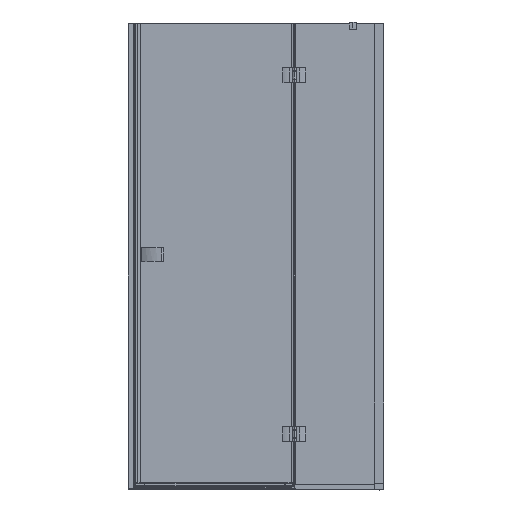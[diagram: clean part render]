
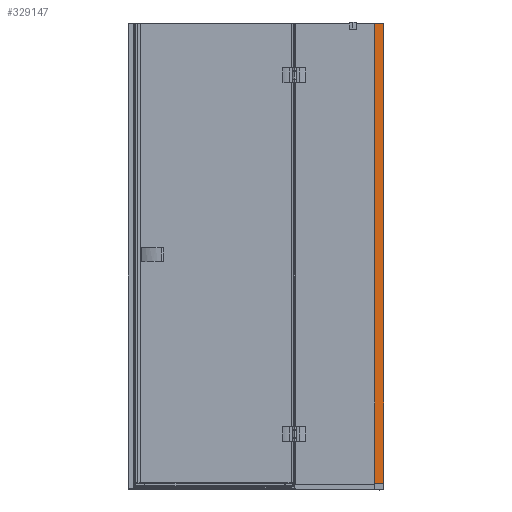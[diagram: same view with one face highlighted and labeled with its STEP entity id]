
A CAD part, top view. The second image highlights one B-rep face of the part: STEP entity #329147.
In plain terms, the highlighted cylindrical face has radius 960.746 mm (diameter 1921.49 mm), a partial arc.
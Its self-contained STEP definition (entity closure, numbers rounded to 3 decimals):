
#3269 = VERTEX_POINT ( 'NONE', #156559 ) ;
#14603 = CARTESIAN_POINT ( 'NONE',  ( 268.953, 966.5, -948.399 ) ) ;
#18276 = EDGE_CURVE ( 'NONE', #248602, #3269, #158048, .T. ) ;
#27054 = CARTESIAN_POINT ( 'NONE',  ( 288.706, 966.5, 12.144 ) ) ;
#53025 = ORIENTED_EDGE ( 'NONE', *, *, #293811, .T. ) ;
#65809 = CARTESIAN_POINT ( 'NONE',  ( 249.49, -959.5, 12.15 ) ) ;
#91132 = CARTESIAN_POINT ( 'NONE',  ( 249.49, 966.5, 12.15 ) ) ;
#91408 = CYLINDRICAL_SURFACE ( 'NONE', #275628, 960.747 ) ;
#99832 = CARTESIAN_POINT ( 'NONE',  ( 268.953, 966.5, -948.399 ) ) ;
#105324 = CIRCLE ( 'NONE', #319090, 960.747 ) ;
#113769 = VERTEX_POINT ( 'NONE', #128030 ) ;
#117800 = DIRECTION ( 'NONE',  ( 0., -1., 0. ) ) ;
#128030 = CARTESIAN_POINT ( 'NONE',  ( 249.49, 966.5, 12.15 ) ) ;
#137721 = CARTESIAN_POINT ( 'NONE',  ( 288.706, -959.5, 12.144 ) ) ;
#139334 = VECTOR ( 'NONE', #117800, 1000. ) ;
#144519 = ORIENTED_EDGE ( 'NONE', *, *, #187990, .T. ) ;
#150736 = DIRECTION ( 'NONE',  ( 0., 1., 0. ) ) ;
#156559 = CARTESIAN_POINT ( 'NONE',  ( 288.706, 966.5, 12.144 ) ) ;
#158048 = LINE ( 'NONE', #27054, #285472 ) ;
#175539 = DIRECTION ( 'NONE',  ( 0., 1., 0. ) ) ;
#187990 = EDGE_CURVE ( 'NONE', #3269, #113769, #290190, .T. ) ;
#198026 = DIRECTION ( 'NONE',  ( 0., 0., -1. ) ) ;
#218371 = DIRECTION ( 'NONE',  ( 0., 0., -1. ) ) ;
#219355 = AXIS2_PLACEMENT_3D ( 'NONE', #14603, #241726, #218371 ) ;
#226827 = DIRECTION ( 'NONE',  ( 0., 1., 0. ) ) ;
#226956 = ORIENTED_EDGE ( 'NONE', *, *, #18276, .T. ) ;
#233376 = EDGE_CURVE ( 'NONE', #113769, #298785, #258681, .T. ) ;
#241726 = DIRECTION ( 'NONE',  ( 0., -1., 0. ) ) ;
#248602 = VERTEX_POINT ( 'NONE', #137721 ) ;
#253346 = DIRECTION ( 'NONE',  ( 0., 0., -1. ) ) ;
#258681 = LINE ( 'NONE', #91132, #139334 ) ;
#259927 = ORIENTED_EDGE ( 'NONE', *, *, #233376, .T. ) ;
#275628 = AXIS2_PLACEMENT_3D ( 'NONE', #99832, #175539, #253346 ) ;
#275827 = CARTESIAN_POINT ( 'NONE',  ( 268.953, -959.5, -948.399 ) ) ;
#285472 = VECTOR ( 'NONE', #150736, 1000. ) ;
#290190 = CIRCLE ( 'NONE', #219355, 960.747 ) ;
#290581 = FACE_OUTER_BOUND ( 'NONE', #304862, .T. ) ;
#293811 = EDGE_CURVE ( 'NONE', #298785, #248602, #105324, .T. ) ;
#298785 = VERTEX_POINT ( 'NONE', #65809 ) ;
#304862 = EDGE_LOOP ( 'NONE', ( #226956, #144519, #259927, #53025 ) ) ;
#319090 = AXIS2_PLACEMENT_3D ( 'NONE', #275827, #226827, #198026 ) ;
#329147 = ADVANCED_FACE ( 'NONE', ( #290581 ), #91408, .T. ) ;
